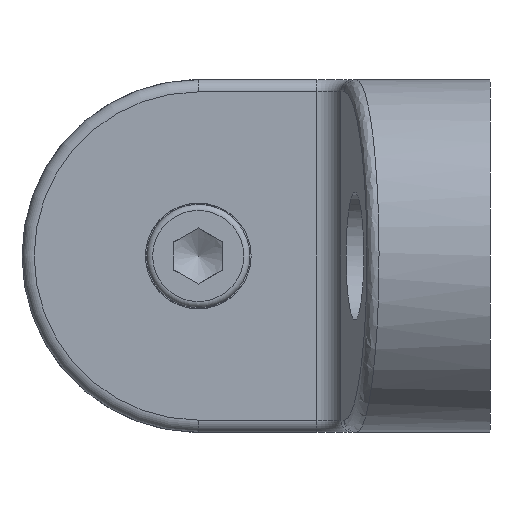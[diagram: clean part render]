
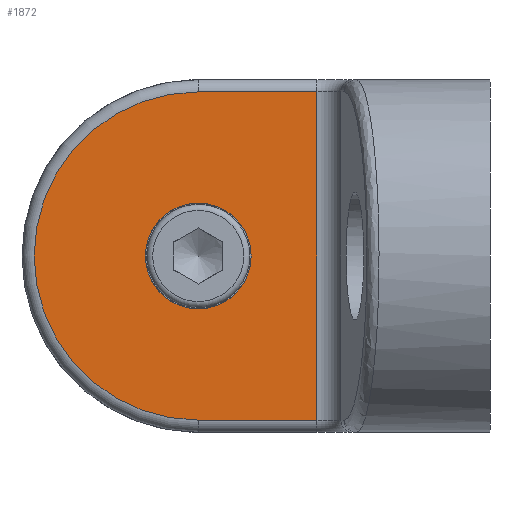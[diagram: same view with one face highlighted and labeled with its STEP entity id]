
A CAD part, left-side view. The second image highlights one B-rep face of the part: STEP entity #1872.
In plain terms, the highlighted planar face has unit normal (-1, 0, 0).
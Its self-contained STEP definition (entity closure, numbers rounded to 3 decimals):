
#43=FACE_BOUND($,#601,.T.);
#103=PLANE($,#2041);
#177=LINE($,#2853,#307);
#179=LINE($,#2872,#309);
#230=LINE($,#3159,#360);
#307=VECTOR($,#2250,9.759);
#309=VECTOR($,#2274,9.759);
#360=VECTOR($,#2429,27.);
#488=FACE_OUTER_BOUND($,#600,.T.);
#600=EDGE_LOOP($,(#1458,#1459,#1460,#1461));
#601=EDGE_LOOP($,(#1462));
#715=CIRCLE($,#1984,13.5);
#735=CIRCLE($,#2028,4.35);
#821=VERTEX_POINT($,#2849);
#822=VERTEX_POINT($,#2851);
#825=VERTEX_POINT($,#2860);
#828=VERTEX_POINT($,#2870);
#871=VERTEX_POINT($,#3106);
#1006=EDGE_CURVE($,#822,#821,#177,.T.);
#1010=EDGE_CURVE($,#825,#822,#715,.T.);
#1015=EDGE_CURVE($,#828,#825,#179,.T.);
#1079=EDGE_CURVE($,#871,#871,#735,.T.);
#1099=EDGE_CURVE($,#821,#828,#230,.T.);
#1458=ORIENTED_EDGE($,*,*,#1015,.F.);
#1459=ORIENTED_EDGE($,*,*,#1099,.F.);
#1460=ORIENTED_EDGE($,*,*,#1006,.F.);
#1461=ORIENTED_EDGE($,*,*,#1010,.F.);
#1462=ORIENTED_EDGE($,*,*,#1079,.T.);
#1872=ADVANCED_FACE($,(#488,#43),#103,.T.);
#1984=AXIS2_PLACEMENT_3D($,#2862,#2261,#2262);
#2028=AXIS2_PLACEMENT_3D($,#3107,#2388,#2389);
#2041=AXIS2_PLACEMENT_3D($,#3158,#2427,#2428);
#2250=DIRECTION($,(0.,-1.,0.));
#2261=DIRECTION('center_axis',(1.,0.,0.));
#2262=DIRECTION('ref_axis',(0.,1.,0.));
#2274=DIRECTION($,(0.,1.,0.));
#2388=DIRECTION('center_axis',(1.,0.,0.));
#2389=DIRECTION('ref_axis',(0.,-1.,0.));
#2427=DIRECTION('center_axis',(-1.,0.,0.));
#2428=DIRECTION('ref_axis',(0.,0.,1.));
#2429=DIRECTION($,(0.,0.,-1.));
#2849=CARTESIAN_POINT('',(-10.,14.241,28.));
#2851=CARTESIAN_POINT('',(-10.,24.,28.));
#2853=CARTESIAN_POINT($,(-10.,9.117,28.));
#2860=CARTESIAN_POINT('',(-10.,24.,1.));
#2862=CARTESIAN_POINT('Origin',(-10.,24.,14.5));
#2870=CARTESIAN_POINT('',(-10.,14.241,1.));
#2872=CARTESIAN_POINT($,(-10.,9.117,1.));
#3106=CARTESIAN_POINT('',(-10.,19.65,14.5));
#3107=CARTESIAN_POINT('Origin',(-10.,24.,14.5));
#3158=CARTESIAN_POINT('Origin',(-10.,12.5,29.));
#3159=CARTESIAN_POINT($,(-10.,14.241,14.5));
